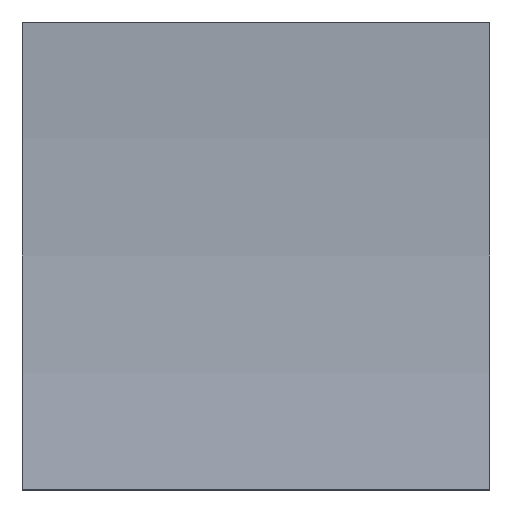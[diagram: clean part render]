
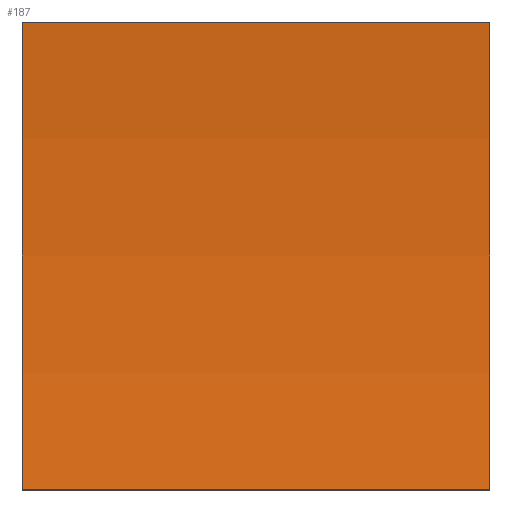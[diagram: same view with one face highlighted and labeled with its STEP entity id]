
A CAD part, left-side view. The second image highlights one B-rep face of the part: STEP entity #187.
In plain terms, the highlighted cylindrical face has radius 45.85 mm (diameter 91.7 mm), a partial arc.
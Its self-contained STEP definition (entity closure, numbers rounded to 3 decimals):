
#3 = CARTESIAN_POINT ( 'NONE',  ( -2.273, 0., 0. ) ) ;
#5 = VECTOR ( 'NONE', #148, 1000. ) ;
#18 = ORIENTED_EDGE ( 'NONE', *, *, #25, .T. ) ;
#25 = EDGE_CURVE ( 'NONE', #125, #127, #32, .T. ) ;
#32 = LINE ( 'NONE', #55, #5 ) ;
#39 = CARTESIAN_POINT ( 'NONE',  ( -2.273, 0., 10. ) ) ;
#40 = CIRCLE ( 'NONE', #192, 45.85 ) ;
#53 = DIRECTION ( 'NONE',  ( 0., 0., 1. ) ) ;
#54 = EDGE_CURVE ( 'NONE', #127, #190, #117, .T. ) ;
#55 = CARTESIAN_POINT ( 'NONE',  ( -2.273, 10., 0. ) ) ;
#58 = CARTESIAN_POINT ( 'NONE',  ( -47.85, 10., 5. ) ) ;
#59 = ORIENTED_EDGE ( 'NONE', *, *, #188, .F. ) ;
#67 = LINE ( 'NONE', #122, #119 ) ;
#73 = CYLINDRICAL_SURFACE ( 'NONE', #200, 45.85 ) ;
#75 = VERTEX_POINT ( 'NONE', #162 ) ;
#78 = EDGE_LOOP ( 'NONE', ( #101, #59, #201, #18 ) ) ;
#79 = DIRECTION ( 'NONE',  ( 0., 0., -1. ) ) ;
#85 = DIRECTION ( 'NONE',  ( 0., 0., 1. ) ) ;
#89 = DIRECTION ( 'NONE',  ( 0., -1., 0. ) ) ;
#94 = EDGE_CURVE ( 'NONE', #125, #75, #40, .T. ) ;
#101 = ORIENTED_EDGE ( 'NONE', *, *, #54, .T. ) ;
#105 = CARTESIAN_POINT ( 'NONE',  ( -47.85, 10., 5. ) ) ;
#117 = CIRCLE ( 'NONE', #183, 45.85 ) ;
#119 = VECTOR ( 'NONE', #89, 1000. ) ;
#122 = CARTESIAN_POINT ( 'NONE',  ( -2.273, 10., 10. ) ) ;
#125 = VERTEX_POINT ( 'NONE', #198 ) ;
#127 = VERTEX_POINT ( 'NONE', #3 ) ;
#140 = DIRECTION ( 'NONE',  ( 0., -1., 0. ) ) ;
#148 = DIRECTION ( 'NONE',  ( 0., -1., 0. ) ) ;
#151 = FACE_OUTER_BOUND ( 'NONE', #78, .T. ) ;
#152 = CARTESIAN_POINT ( 'NONE',  ( -47.85, 0., 5. ) ) ;
#153 = DIRECTION ( 'NONE',  ( 0., -1., 0. ) ) ;
#162 = CARTESIAN_POINT ( 'NONE',  ( -2.273, 10., 10. ) ) ;
#183 = AXIS2_PLACEMENT_3D ( 'NONE', #152, #153, #85 ) ;
#187 = ADVANCED_FACE ( 'NONE', ( #151 ), #73, .F. ) ;
#188 = EDGE_CURVE ( 'NONE', #75, #190, #67, .T. ) ;
#189 = DIRECTION ( 'NONE',  ( 0., -1., 0. ) ) ;
#190 = VERTEX_POINT ( 'NONE', #39 ) ;
#192 = AXIS2_PLACEMENT_3D ( 'NONE', #105, #189, #53 ) ;
#198 = CARTESIAN_POINT ( 'NONE',  ( -2.273, 10., 0. ) ) ;
#200 = AXIS2_PLACEMENT_3D ( 'NONE', #58, #140, #79 ) ;
#201 = ORIENTED_EDGE ( 'NONE', *, *, #94, .F. ) ;
